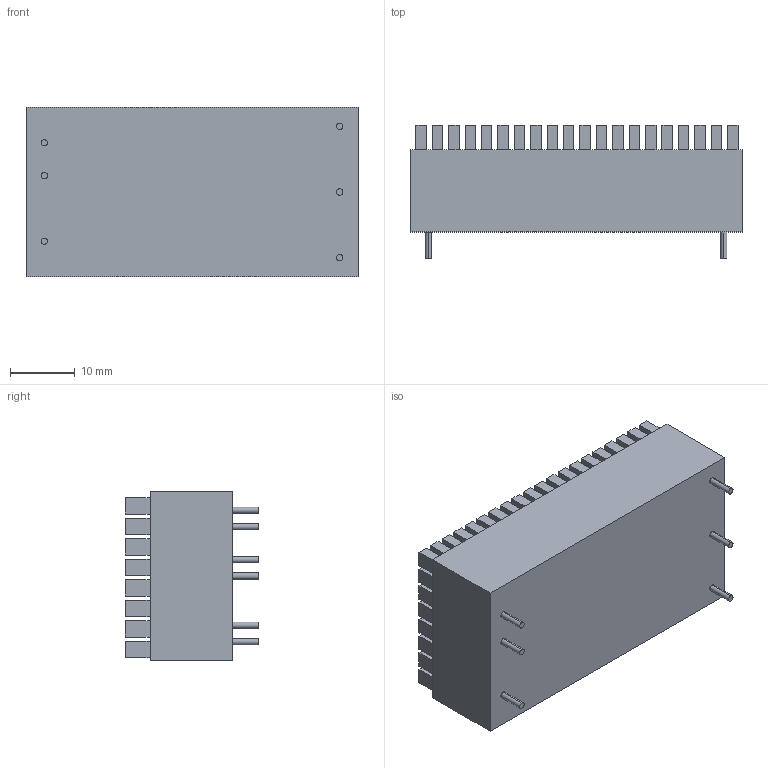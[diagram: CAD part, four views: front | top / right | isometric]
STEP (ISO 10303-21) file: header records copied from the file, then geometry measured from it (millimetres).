
FILE_DESCRIPTION (( 'STEP AP214' ), '1' );
FILE_NAME ('URB2412LD-60WR3.STEP', '2023-01-08T21:24:25', ( '' ), ( '' ), 'SwSTEP 2.0', 'SolidWorks 2021', '' );
FILE_SCHEMA (( 'AUTOMOTIVE_DESIGN' ));
Length unit declared in the file: inch
Products named in the file (1): URB2412LD-60WR3
Bounding box: 51.41 x 20.6 x 26.19 mm (x, y, z)
Volume: 19625.1 mm3; surface area: 9806.7 mm2
Topology: 1 solids, 1 shells, 824 faces, 1968 edges, 1312 vertices
Faces by surface type: plane 812, cylinder 12
Entity records: 23396 total; most frequent: CARTESIAN_POINT 4105, ORIENTED_EDGE 3936, DIRECTION 3642, EDGE_CURVE 1968, LINE 1944, VECTOR 1944, VERTEX_POINT 1312, EDGE_LOOP 990
